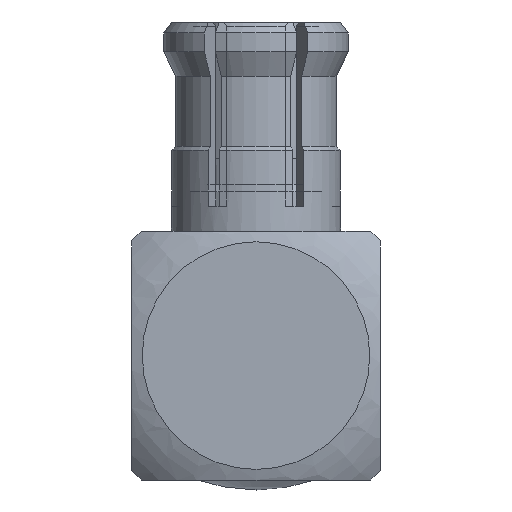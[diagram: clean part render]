
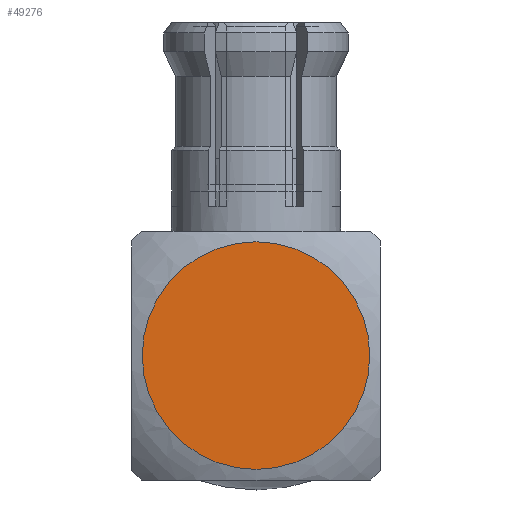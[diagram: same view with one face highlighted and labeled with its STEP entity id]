
A CAD part, front view. The second image highlights one B-rep face of the part: STEP entity #49276.
In plain terms, the highlighted planar face has unit normal (0, -1, 0).
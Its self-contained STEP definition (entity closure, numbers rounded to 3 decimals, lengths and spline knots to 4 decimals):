
#4958=CIRCLE('',#51875,2.2855);
#7726=ORIENTED_EDGE('',*,*,#17871,.F.);
#17871=EDGE_CURVE('',#22999,#22999,#4958,.T.);
#22999=VERTEX_POINT('',#56084);
#26406=EDGE_LOOP('',(#7726));
#28985=FACE_BOUND('',#26406,.T.);
#31479=PLANE('',#51889);
#49276=ADVANCED_FACE('',(#28985),#31479,.T.);
#51875=AXIS2_PLACEMENT_3D('',#56083,#53279,#53280);
#51889=AXIS2_PLACEMENT_3D('',#56134,#53311,#53312);
#53279=DIRECTION('',(0.,1.,0.));
#53280=DIRECTION('',(0.,0.,-1.));
#53311=DIRECTION('',(0.,-1.,0.));
#53312=DIRECTION('',(0.,0.,1.));
#56083=CARTESIAN_POINT('',(0.,-79.65,0.));
#56084=CARTESIAN_POINT('',(0.,-79.65,-2.2855));
#56134=CARTESIAN_POINT('',(2.5,-79.65,-2.5));
